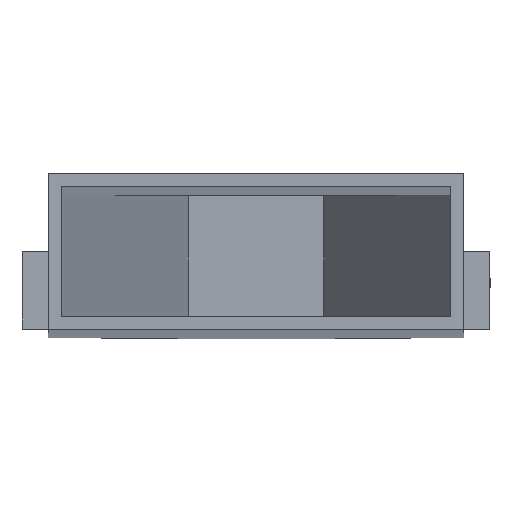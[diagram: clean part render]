
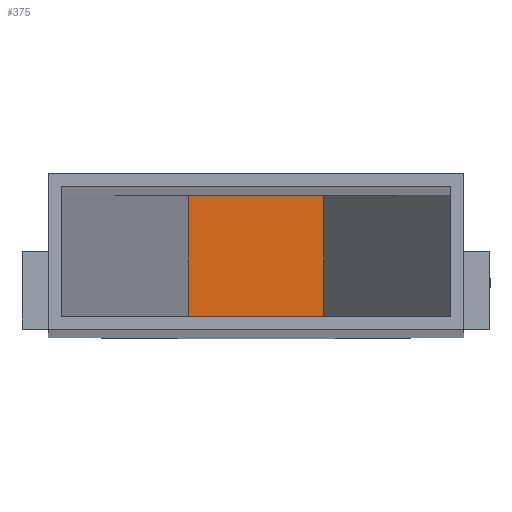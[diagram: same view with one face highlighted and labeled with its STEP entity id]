
A CAD part, top view. The second image highlights one B-rep face of the part: STEP entity #375.
In plain terms, the highlighted free-form (B-spline) face has degree [1, 1] with [2, 2] control points.
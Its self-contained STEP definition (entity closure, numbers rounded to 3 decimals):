
#305 = VERTEX_POINT('',#306);
#306 = CARTESIAN_POINT('',(45.916,46.85,
    -1699.372));
#311 = EDGE_CURVE('',#312,#305,#314,.T.);
#312 = VERTEX_POINT('',#313);
#313 = CARTESIAN_POINT('',(90.374,46.85,
    -1699.372));
#314 = B_SPLINE_CURVE_WITH_KNOTS('',1,(#315,#316),.UNSPECIFIED.,.F.,.F.,
  (2,2),(-56.096,-3.904),.PIECEWISE_BEZIER_KNOTS.);
#315 = CARTESIAN_POINT('',(90.374,46.85,
    -1699.372));
#316 = CARTESIAN_POINT('',(45.916,46.85,
    -1699.372));
#337 = VERTEX_POINT('',#338);
#338 = CARTESIAN_POINT('',(90.374,4.259,
    -1699.372));
#343 = EDGE_CURVE('',#337,#344,#346,.T.);
#344 = VERTEX_POINT('',#345);
#345 = CARTESIAN_POINT('',(45.916,4.259,
    -1699.372));
#346 = B_SPLINE_CURVE_WITH_KNOTS('',1,(#347,#348),.UNSPECIFIED.,.F.,.F.,
  (2,2),(-56.096,-3.904),.PIECEWISE_BEZIER_KNOTS.);
#347 = CARTESIAN_POINT('',(90.374,4.259,
    -1699.372));
#348 = CARTESIAN_POINT('',(45.916,4.259,
    -1699.372));
#366 = EDGE_CURVE('',#344,#305,#367,.T.);
#367 = B_SPLINE_CURVE_WITH_KNOTS('',1,(#368,#369),.UNSPECIFIED.,.F.,.F.,
  (2,2),(5.,55.),.PIECEWISE_BEZIER_KNOTS.);
#368 = CARTESIAN_POINT('',(45.916,4.259,
    -1699.372));
#369 = CARTESIAN_POINT('',(45.916,46.85,
    -1699.372));
#375 = ADVANCED_FACE('',(#376),#386,.F.);
#376 = FACE_BOUND('',#377,.T.);
#377 = EDGE_LOOP('',(#378,#379,#380,#381));
#378 = ORIENTED_EDGE('',*,*,#311,.T.);
#379 = ORIENTED_EDGE('',*,*,#366,.F.);
#380 = ORIENTED_EDGE('',*,*,#343,.F.);
#381 = ORIENTED_EDGE('',*,*,#382,.T.);
#382 = EDGE_CURVE('',#337,#312,#383,.T.);
#383 = B_SPLINE_CURVE_WITH_KNOTS('',1,(#384,#385),.UNSPECIFIED.,.F.,.F.,
  (2,2),(5.,55.),.PIECEWISE_BEZIER_KNOTS.);
#384 = CARTESIAN_POINT('',(90.374,4.259,
    -1699.372));
#385 = CARTESIAN_POINT('',(90.374,46.85,
    -1699.372));
#386 = B_SPLINE_SURFACE_WITH_KNOTS('',1,1,(
    (#387,#388)
    ,(#389,#390
    )),.UNSPECIFIED.,.F.,.F.,.F.,(2,2),(2,2),(-56.096,
    -3.904),(5.,55.),.PIECEWISE_BEZIER_KNOTS.);
#387 = CARTESIAN_POINT('',(90.374,4.259,
    -1699.372));
#388 = CARTESIAN_POINT('',(90.374,46.85,
    -1699.372));
#389 = CARTESIAN_POINT('',(45.916,4.259,
    -1699.372));
#390 = CARTESIAN_POINT('',(45.916,46.85,
    -1699.372));
